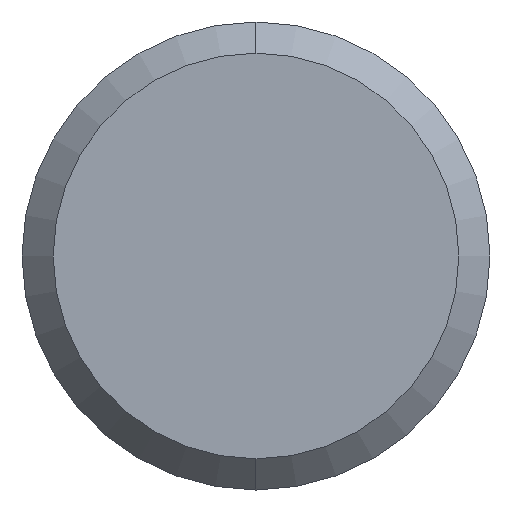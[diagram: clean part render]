
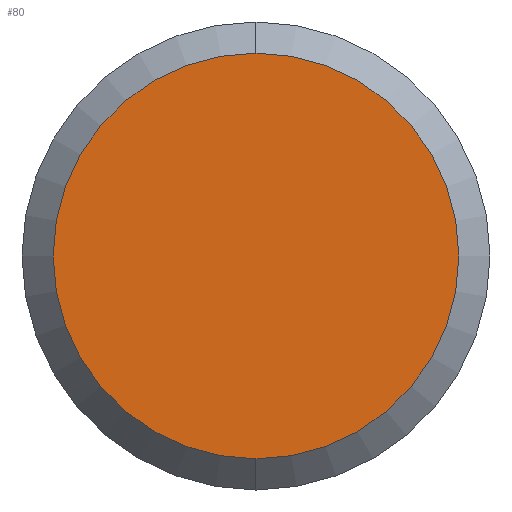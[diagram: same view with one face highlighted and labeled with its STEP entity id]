
A CAD part, front view. The second image highlights one B-rep face of the part: STEP entity #80.
In plain terms, the highlighted planar face has unit normal (0, -1, 0).
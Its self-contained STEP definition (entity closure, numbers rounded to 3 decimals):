
#80=ADVANCED_FACE('',(#157),#158,.T.);
#157=FACE_OUTER_BOUND('',#229,.T.);
#158=PLANE('',#230);
#229=EDGE_LOOP('',(#378,#379));
#230=AXIS2_PLACEMENT_3D('',#380,#381,#382);
#378=ORIENTED_EDGE('',*,*,#463,.T.);
#379=ORIENTED_EDGE('',*,*,#420,.T.);
#380=CARTESIAN_POINT('',(0.,-60.0,-2.6));
#381=DIRECTION('',(0.,-1.0,-0.0));
#382=DIRECTION('',(-1.0,0.,0.0));
#420=EDGE_CURVE('',#490,#487,#491,.T.);
#463=EDGE_CURVE('',#487,#490,#547,.T.);
#487=VERTEX_POINT('',#575);
#490=VERTEX_POINT('',#579);
#491=CIRCLE('',#580,5.2);
#547=CIRCLE('',#649,5.2);
#575=CARTESIAN_POINT('',(0.,-60.0,-5.2));
#579=CARTESIAN_POINT('',(0.,-60.0,5.2));
#580=AXIS2_PLACEMENT_3D('',#673,#674,#675);
#649=AXIS2_PLACEMENT_3D('',#734,#735,#736);
#673=CARTESIAN_POINT('',(0.,-60.0,0.));
#674=DIRECTION('',(0.,-1.0,-0.0));
#675=DIRECTION('',(0.0,0.0,-1.0));
#734=CARTESIAN_POINT('',(0.,-60.0,0.));
#735=DIRECTION('',(0.,-1.0,-0.0));
#736=DIRECTION('',(0.0,0.0,-1.0));
